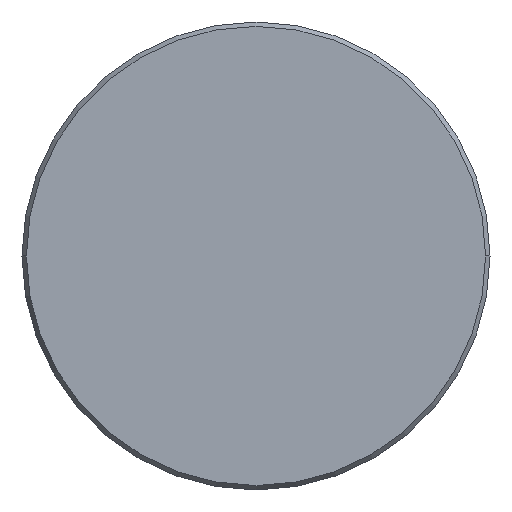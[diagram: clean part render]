
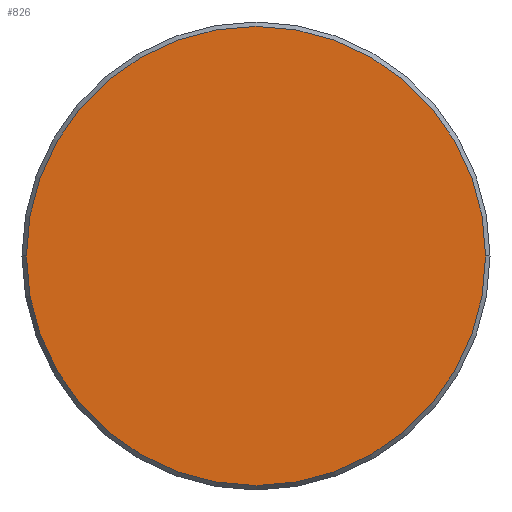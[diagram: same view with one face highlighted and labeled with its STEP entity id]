
A CAD part, top view. The second image highlights one B-rep face of the part: STEP entity #826.
In plain terms, the highlighted planar face has unit normal (0, 0, 1).
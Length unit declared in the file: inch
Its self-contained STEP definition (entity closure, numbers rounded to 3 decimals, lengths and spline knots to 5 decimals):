
#173 = CARTESIAN_POINT ( 'NONE',  ( 0.99623, 2.39962, 2.92823 ) ) ;
#250 = ORIENTED_EDGE ( 'NONE', *, *, #1058, .T. ) ;
#337 = VERTEX_POINT ( 'NONE', #2107 ) ;
#474 = VERTEX_POINT ( 'NONE', #173 ) ;
#478 = EDGE_CURVE ( 'NONE', #337, #474, #1195, .T. ) ;
#615 = PLANE ( 'NONE',  #1944 ) ;
#637 = DIRECTION ( 'NONE',  ( -1., 0., 0. ) ) ;
#826 = ADVANCED_FACE ( 'NONE', ( #1726 ), #615, .F. ) ;
#897 = ORIENTED_EDGE ( 'NONE', *, *, #478, .T. ) ;
#1042 = DIRECTION ( 'NONE',  ( 0., 0., 1. ) ) ;
#1058 = EDGE_CURVE ( 'NONE', #474, #337, #1962, .T. ) ;
#1187 = EDGE_LOOP ( 'NONE', ( #250, #897 ) ) ;
#1195 = CIRCLE ( 'NONE', #1611, 0.86418 ) ;
#1201 = CARTESIAN_POINT ( 'NONE',  ( 1.8604, 3.28512, 2.92823 ) ) ;
#1236 = CARTESIAN_POINT ( 'NONE',  ( 1.8604, 2.39962, 2.92823 ) ) ;
#1419 = DIRECTION ( 'NONE',  ( -1., 0., 0. ) ) ;
#1570 = DIRECTION ( 'NONE',  ( 0., 0., -1. ) ) ;
#1611 = AXIS2_PLACEMENT_3D ( 'NONE', #2162, #2136, #1419 ) ;
#1726 = FACE_OUTER_BOUND ( 'NONE', #1187, .T. ) ;
#1944 = AXIS2_PLACEMENT_3D ( 'NONE', #1201, #1570, #637 ) ;
#1962 = CIRCLE ( 'NONE', #2332, 0.86418 ) ;
#2107 = CARTESIAN_POINT ( 'NONE',  ( 2.72458, 2.39962, 2.92823 ) ) ;
#2136 = DIRECTION ( 'NONE',  ( 0., 0., 1. ) ) ;
#2162 = CARTESIAN_POINT ( 'NONE',  ( 1.8604, 2.39962, 2.92823 ) ) ;
#2295 = DIRECTION ( 'NONE',  ( -1., 0., 0. ) ) ;
#2332 = AXIS2_PLACEMENT_3D ( 'NONE', #1236, #1042, #2295 ) ;
